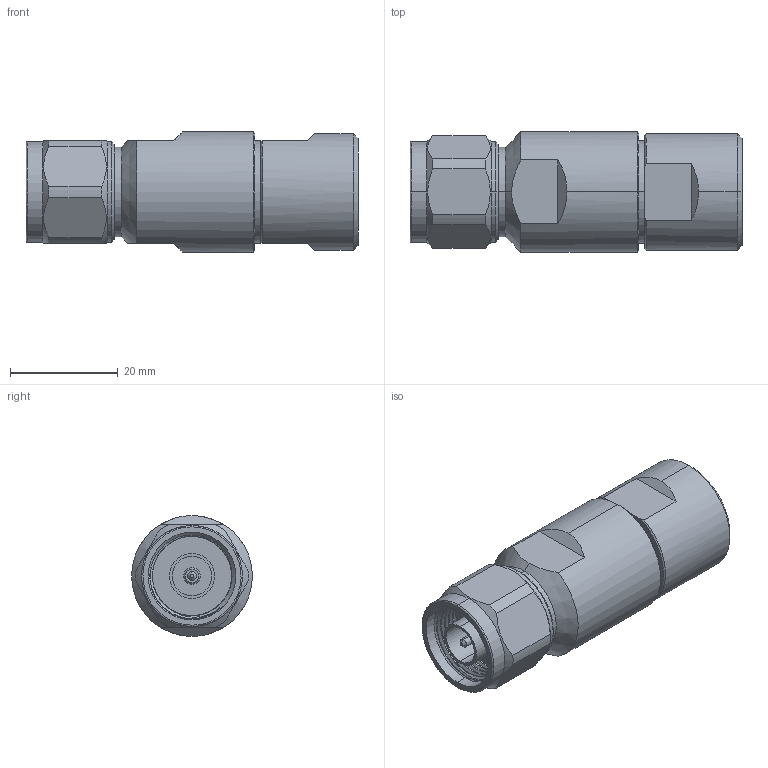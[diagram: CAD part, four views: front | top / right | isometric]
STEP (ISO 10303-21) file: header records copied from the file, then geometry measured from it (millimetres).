
FILE_DESCRIPTION (( 'STEP AP203' ), '1' );
FILE_NAME ('PE44735.step', '2019-08-14T21:06:13', ( '' ), ( '' ), 'SwSTEP 2.0', 'SolidWorks 2018', '' );
FILE_SCHEMA (( 'CONFIG_CONTROL_DESIGN' ));
Length unit declared in the file: inch
Products named in the file (1): PE44735
Bounding box: 61.6 x 22.4 x 22.4 mm (x, y, z)
Volume: 17466.3 mm3; surface area: 6364.1 mm2
Topology: 1 solids, 1 shells, 95 faces, 229 edges, 144 vertices
Faces by surface type: cylinder 41, plane 26, cone 23, bspline 5
Entity records: 3898 total; most frequent: CARTESIAN_POINT 1715, ORIENTED_EDGE 458, DIRECTION 427, EDGE_CURVE 229, AXIS2_PLACEMENT_3D 172, VERTEX_POINT 144, EDGE_LOOP 103, FACE_OUTER_BOUND 95
